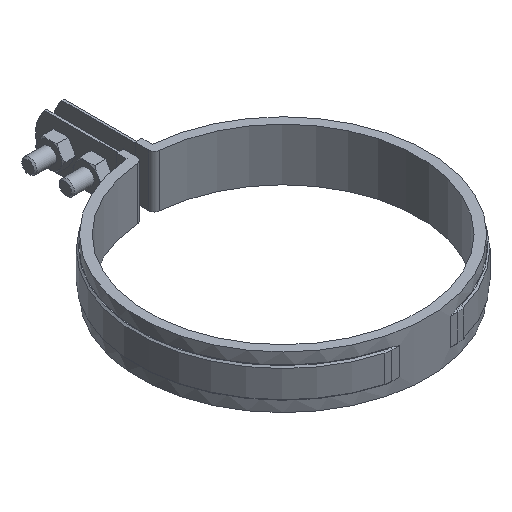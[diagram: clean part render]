
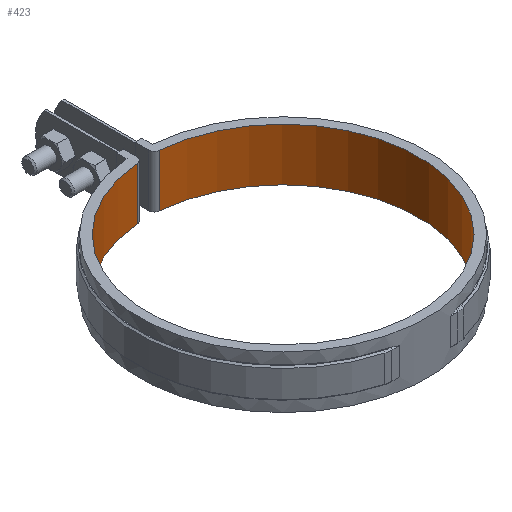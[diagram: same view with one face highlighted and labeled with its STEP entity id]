
A CAD part, isometric view. The second image highlights one B-rep face of the part: STEP entity #423.
In plain terms, the highlighted cylindrical face has radius 90 mm (diameter 180 mm), a partial arc.
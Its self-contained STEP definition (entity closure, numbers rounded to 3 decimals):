
#423 = ADVANCED_FACE( '', ( #710 ), #711, .F. );
#710 = FACE_OUTER_BOUND( '', #1796, .T. );
#711 = CYLINDRICAL_SURFACE( '', #1797, 90. );
#1796 = EDGE_LOOP( '', ( #4266, #4267, #4268, #4269 ) );
#1797 = AXIS2_PLACEMENT_3D( '', #4270, #4271, #4272 );
#4266 = ORIENTED_EDGE( '', *, *, #4907, .F. );
#4267 = ORIENTED_EDGE( '', *, *, #4913, .F. );
#4268 = ORIENTED_EDGE( '', *, *, #4910, .T. );
#4269 = ORIENTED_EDGE( '', *, *, #4912, .T. );
#4270 = CARTESIAN_POINT( '', ( 0., 0., -33.5 ) );
#4271 = DIRECTION( '', ( 0., 0., -1. ) );
#4272 = DIRECTION( '', ( 0., 1., 0. ) );
#4907 = EDGE_CURVE( '', #5497, #5499, #5500, .T. );
#4910 = EDGE_CURVE( '', #5504, #5502, #5505, .T. );
#4912 = EDGE_CURVE( '', #5502, #5499, #5507, .T. );
#4913 = EDGE_CURVE( '', #5504, #5497, #5508, .T. );
#5497 = VERTEX_POINT( '', #8434 );
#5499 = VERTEX_POINT( '', #8436 );
#5500 = CIRCLE( '', #8437, 90. );
#5502 = VERTEX_POINT( '', #8439 );
#5504 = VERTEX_POINT( '', #8441 );
#5505 = CIRCLE( '', #8442, 90. );
#5507 = LINE( '', #8444, #8445 );
#5508 = LINE( '', #8446, #8447 );
#8434 = CARTESIAN_POINT( '', ( 7.468, 89.69, 1.5 ) );
#8436 = CARTESIAN_POINT( '', ( -7.468, 89.69, 1.5 ) );
#8437 = AXIS2_PLACEMENT_3D( '', #9107, #9108, #9109 );
#8439 = CARTESIAN_POINT( '', ( -7.468, 89.69, -33.5 ) );
#8441 = CARTESIAN_POINT( '', ( 7.468, 89.69, -33.5 ) );
#8442 = AXIS2_PLACEMENT_3D( '', #9116, #9117, #9118 );
#8444 = CARTESIAN_POINT( '', ( -7.468, 89.69, -33.5 ) );
#8445 = VECTOR( '', #9122, 1000. );
#8446 = CARTESIAN_POINT( '', ( 7.468, 89.69, -33.5 ) );
#8447 = VECTOR( '', #9123, 1000. );
#9107 = CARTESIAN_POINT( '', ( 0., 0., 1.5 ) );
#9108 = DIRECTION( '', ( 0., 0., -1. ) );
#9109 = DIRECTION( '', ( 1., 0., 0. ) );
#9116 = CARTESIAN_POINT( '', ( 0., 0., -33.5 ) );
#9117 = DIRECTION( '', ( 0., 0., -1. ) );
#9118 = DIRECTION( '', ( 1., 0., 0. ) );
#9122 = DIRECTION( '', ( 0., 0., 1. ) );
#9123 = DIRECTION( '', ( 0., 0., 1. ) );
